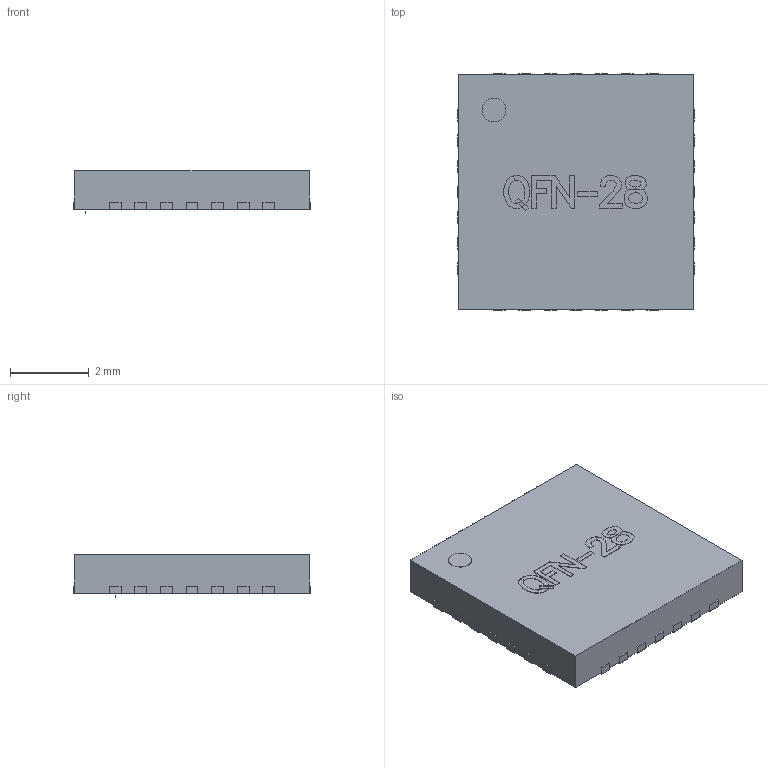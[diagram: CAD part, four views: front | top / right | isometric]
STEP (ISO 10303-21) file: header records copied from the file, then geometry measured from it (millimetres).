
FILE_DESCRIPTION (( 'STEP AP214' ), '1' );
FILE_NAME ('SW3dPS-QFN-28.STEP', '2009-06-03T12:58:54', ( 'sysAdmin' ), ( 'SolidWorks' ), 'SwSTEP 2.0', 'SolidWorks 2009', '' );
FILE_SCHEMA (( 'AUTOMOTIVE_DESIGN' ));
Length unit declared in the file: millimetre
Products named in the file (31): SW3dPS-QFN-28_Extruded20; SW3dPS-QFN-28_Extruded19; SW3dPS-QFN-28_358339665; SW3dPS-QFN-28_358338769; SW3dPS-QFN-28_Extruded24; SW3dPS-QFN-28_358339921; SW3dPS-QFN-28_Extruded22; SW3dPS-QFN-28_358110817; SW3dPS-QFN-28_358336593; SW3dPS-QFN-28_Board1; SW3dPS-QFN-28_Extruded18; SW3dPS-QFN-28_358339537; SW3dPS-QFN-28_Extruded16; SW3dPS-QFN-28_358337105; SW3dPS-QFN-28_Extruded23; SW3dPS-QFN-28_358339025; SW3dPS-QFN-28_Extruded17; SW3dPS-QFN-28_358334033; SW3dPS-QFN-28_Extruded15; SW3dPS-QFN-28_358337233; SW3dPS-QFN-28_Extruded13; SW3dPS-QFN-28_358338001; SW3dPS-QFN-28_Cylinder1; SW3dPS-QFN-28; SW3dPS-QFN-28_358336465; SW3dPS-QFN-28_Extruded21; SW3dPS-QFN-28_358337873; SW3dPS-QFN-28_Free-Models1; SW3dPS-QFN-28_Extruded25; SW3dPS-QFN-28_358336849; SW3dPS-QFN-28_Extruded14
Assembly tree (54 placements, depth 4):
  SW3dPS-QFN-28
    SW3dPS-QFN-28_Board1
    SW3dPS-QFN-28_Free-Models1
      SW3dPS-QFN-28_358336593  x7
        SW3dPS-QFN-28_Extruded22
      SW3dPS-QFN-28_358110817
        SW3dPS-QFN-28_Cylinder1
      SW3dPS-QFN-28_358336849  x7
        SW3dPS-QFN-28_Extruded25
      SW3dPS-QFN-28_358338769
        SW3dPS-QFN-28_Extruded20
      SW3dPS-QFN-28_358336465  x7
        SW3dPS-QFN-28_Extruded14
      SW3dPS-QFN-28_358339921
        SW3dPS-QFN-28_Extruded24
      SW3dPS-QFN-28_358337105
        SW3dPS-QFN-28_Extruded16
      SW3dPS-QFN-28_358339665
        SW3dPS-QFN-28_Extruded19
      SW3dPS-QFN-28_358334033
        SW3dPS-QFN-28_Extruded17
      SW3dPS-QFN-28_358337873  x7
        SW3dPS-QFN-28_Extruded21
      SW3dPS-QFN-28_358339025
        SW3dPS-QFN-28_Extruded23
      SW3dPS-QFN-28_358338001
        SW3dPS-QFN-28_Extruded13
      SW3dPS-QFN-28_358339537
        SW3dPS-QFN-28_Extruded18
      SW3dPS-QFN-28_358337233
        SW3dPS-QFN-28_Extruded15
Bounding box: 6 x 6 x 1.11 mm (x, y, z)
Volume: 38.5 mm3; surface area: 147 mm2
Topology: 36 solids, 42 shells, 579 faces, 1500 edges, 1002 vertices
Faces by surface type: plane 577, cylinder 2
Entity records: 8587 total; most frequent: CARTESIAN_POINT 1378, DIRECTION 1272, ORIENTED_EDGE 1260, EDGE_CURVE 636, VECTOR 632, LINE 632, VERTEX_POINT 426, AXIS2_PLACEMENT_3D 320
